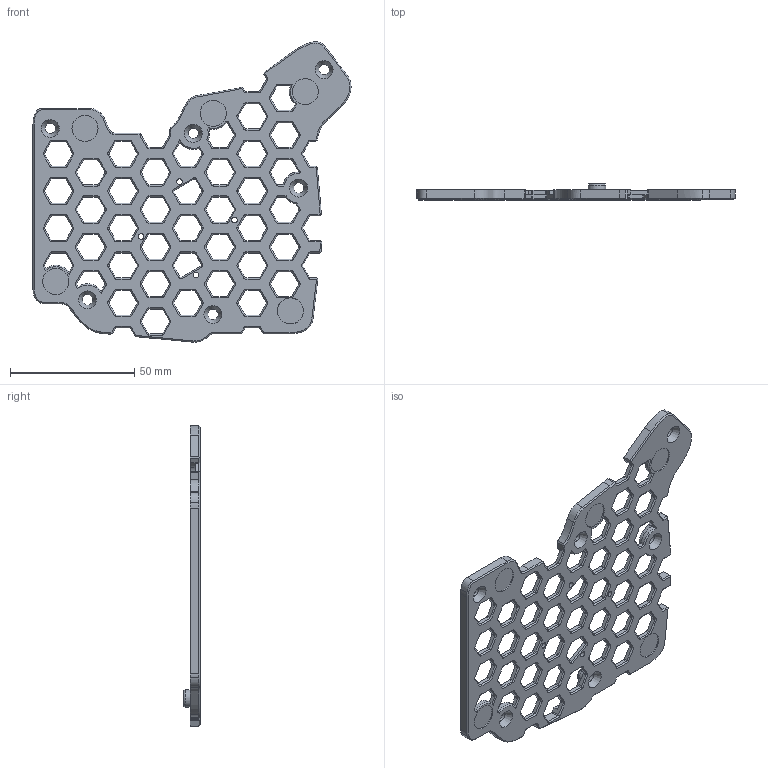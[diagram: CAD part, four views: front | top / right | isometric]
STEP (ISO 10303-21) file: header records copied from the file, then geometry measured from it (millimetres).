
FILE_DESCRIPTION(/* description */ (''),/* implementation_level */ '2;1');
FILE_NAME(/* name */ 'Skeletyl_v4-unified-plate-left.step',/* time_stamp */ '2024-05-21T19:17:39+08:00',/* author */ (''),/* organization */ (''),/* preprocessor_version */ 'ST-DEVELOPER v20',/* originating_system */ 'Autodesk Translation Framework v13.14.0.145',/* authorisation */ '');
FILE_SCHEMA (('AUTOMOTIVE_DESIGN { 1 0 10303 214 3 1 1 }'));
Length unit declared in the file: millimetre
Products named in the file (3): Skeletyl Assembly; Skeletyl_v4 v105 v49(Mirror) (2); Unified Plate(Mirror) (3)
Assembly tree (2 placements, depth 3):
  Skeletyl Assembly
    Skeletyl_v4 v105 v49(Mirror) (2)
      Unified Plate(Mirror) (3)
Bounding box: 127.97 x 6.5 x 120.86 mm (x, y, z)
Volume: 17516.8 mm3; surface area: 19916.1 mm2
Topology: 1 solids, 1 shells, 1206 faces, 3059 edges, 1858 vertices
Faces by surface type: plane 581, cylinder 277, cone 261, bspline 87
Full cylindrical faces by diameter (mm): 2.3 x4, 4.2 x6, 7 x1, 10.5 x5
Entity records: 37976 total; most frequent: CARTESIAN_POINT 8973, ORIENTED_EDGE 6118, DIRECTION 5916, EDGE_CURVE 3059, LINE 2032, VECTOR 2032, AXIS2_PLACEMENT_3D 1942, VERTEX_POINT 1858
